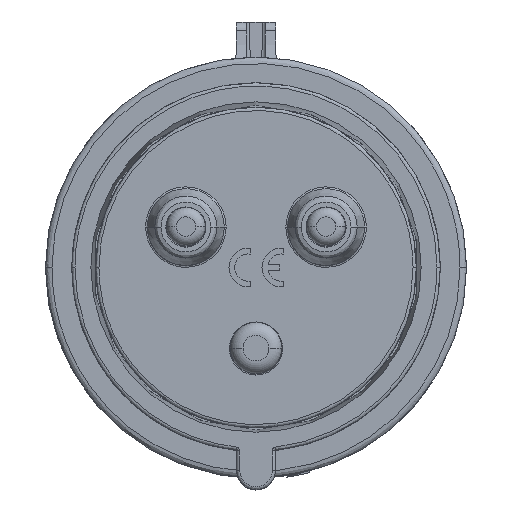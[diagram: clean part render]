
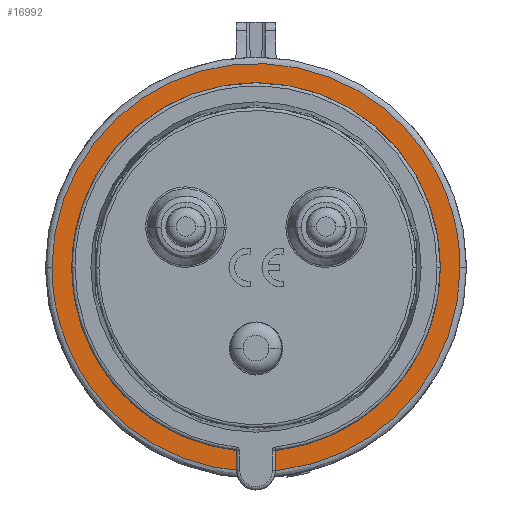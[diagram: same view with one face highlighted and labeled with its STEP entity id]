
A CAD part, top view. The second image highlights one B-rep face of the part: STEP entity #16992.
In plain terms, the highlighted planar face has unit normal (0, 0, 1).
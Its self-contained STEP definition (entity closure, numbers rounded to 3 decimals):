
#2420 =( BOUNDED_CURVE ( )  B_SPLINE_CURVE ( 3, ( #17590, #68042, #42541, #155769 ),
 .UNSPECIFIED., .F., .T. ) 
 B_SPLINE_CURVE_WITH_KNOTS ( ( 4, 4 ),
 ( 0.5, 1. ),
 .UNSPECIFIED. ) 
 CURVE ( )  GEOMETRIC_REPRESENTATION_ITEM ( )  RATIONAL_B_SPLINE_CURVE ( ( 1., 0.333, 0.333, 1. ) ) 
 REPRESENTATION_ITEM ( '' )  );
#5695 = EDGE_CURVE ( 'NONE', #23571, #159640, #7895, .T. ) ;
#7895 =( BOUNDED_CURVE ( )  B_SPLINE_CURVE ( 3, ( #154062, #118629, #144637, #13757 ),
 .UNSPECIFIED., .F., .T. ) 
 B_SPLINE_CURVE_WITH_KNOTS ( ( 4, 4 ),
 ( 0., 0.5 ),
 .UNSPECIFIED. ) 
 CURVE ( )  GEOMETRIC_REPRESENTATION_ITEM ( )  RATIONAL_B_SPLINE_CURVE ( ( 1., 0.333, 0.333, 1. ) ) 
 REPRESENTATION_ITEM ( '' )  );
#10131 = CIRCLE ( 'NONE', #80030, 27.25 ) ;
#11608 = FACE_BOUND ( 'NONE', #59099, .T. ) ;
#13757 = CARTESIAN_POINT ( 'NONE',  ( 31.5, 0., -37.8 ) ) ;
#16992 = ADVANCED_FACE ( 'NONE', ( #11608, #142605 ), #23294, .F. ) ;
#17590 = CARTESIAN_POINT ( 'NONE',  ( 31.5, 0., -37.8 ) ) ;
#23294 = PLANE ( 'NONE',  #130511 ) ;
#23571 = VERTEX_POINT ( 'NONE', #42747 ) ;
#36541 = CARTESIAN_POINT ( 'NONE',  ( 39., 39., -37.8 ) ) ;
#37344 = CARTESIAN_POINT ( 'NONE',  ( 0., 0., -37.8 ) ) ;
#42541 = CARTESIAN_POINT ( 'NONE',  ( -31.5, -63., -37.8 ) ) ;
#42747 = CARTESIAN_POINT ( 'NONE',  ( -31.5, 0., -37.8 ) ) ;
#44333 = CARTESIAN_POINT ( 'NONE',  ( -27.25, 0., -37.8 ) ) ;
#45114 = DIRECTION ( 'NONE',  ( 1., 0., 0. ) ) ;
#50115 = DIRECTION ( 'NONE',  ( 1., 0., 0. ) ) ;
#52479 = ORIENTED_EDGE ( 'NONE', *, *, #145111, .F. ) ;
#59099 = EDGE_LOOP ( 'NONE', ( #52479, #75148 ) ) ;
#68042 = CARTESIAN_POINT ( 'NONE',  ( 31.5, -63., -37.8 ) ) ;
#71723 = CARTESIAN_POINT ( 'NONE',  ( 0., 0., -37.8 ) ) ;
#75148 = ORIENTED_EDGE ( 'NONE', *, *, #107543, .F. ) ;
#76084 = EDGE_CURVE ( 'NONE', #159640, #23571, #2420, .T. ) ;
#79944 = EDGE_LOOP ( 'NONE', ( #108666, #152179 ) ) ;
#80030 = AXIS2_PLACEMENT_3D ( 'NONE', #37344, #126133, #50115 ) ;
#106164 = VERTEX_POINT ( 'NONE', #44333 ) ;
#107208 = AXIS2_PLACEMENT_3D ( 'NONE', #71723, #109506, #45114 ) ;
#107543 = EDGE_CURVE ( 'NONE', #106164, #137924, #156197, .T. ) ;
#108666 = ORIENTED_EDGE ( 'NONE', *, *, #5695, .F. ) ;
#109506 = DIRECTION ( 'NONE',  ( 0., 0., 1. ) ) ;
#118629 = CARTESIAN_POINT ( 'NONE',  ( -31.5, 63., -37.8 ) ) ;
#119735 = CARTESIAN_POINT ( 'NONE',  ( 27.25, 0., -37.8 ) ) ;
#125354 = DIRECTION ( 'NONE',  ( 0., 0., -1. ) ) ;
#126133 = DIRECTION ( 'NONE',  ( 0., 0., 1. ) ) ;
#130511 = AXIS2_PLACEMENT_3D ( 'NONE', #36541, #125354, #138085 ) ;
#137924 = VERTEX_POINT ( 'NONE', #119735 ) ;
#138085 = DIRECTION ( 'NONE',  ( -1., 0., 0. ) ) ;
#142605 = FACE_OUTER_BOUND ( 'NONE', #79944, .T. ) ;
#144637 = CARTESIAN_POINT ( 'NONE',  ( 31.5, 63., -37.8 ) ) ;
#145111 = EDGE_CURVE ( 'NONE', #137924, #106164, #10131, .T. ) ;
#152179 = ORIENTED_EDGE ( 'NONE', *, *, #76084, .F. ) ;
#154062 = CARTESIAN_POINT ( 'NONE',  ( -31.5, 0., -37.8 ) ) ;
#155769 = CARTESIAN_POINT ( 'NONE',  ( -31.5, 0., -37.8 ) ) ;
#156197 = CIRCLE ( 'NONE', #107208, 27.25 ) ;
#159640 = VERTEX_POINT ( 'NONE', #161334 ) ;
#161334 = CARTESIAN_POINT ( 'NONE',  ( 31.5, 0., -37.8 ) ) ;
